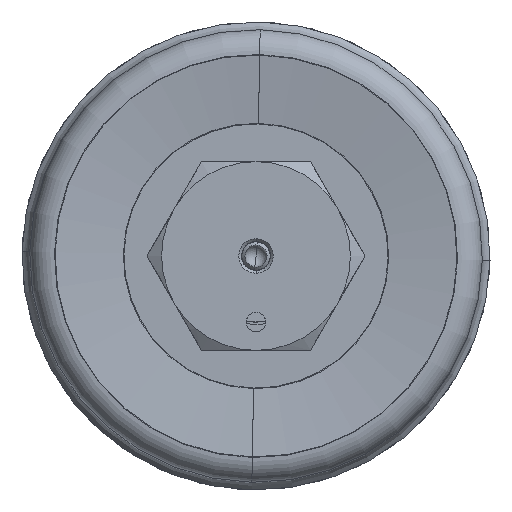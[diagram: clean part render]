
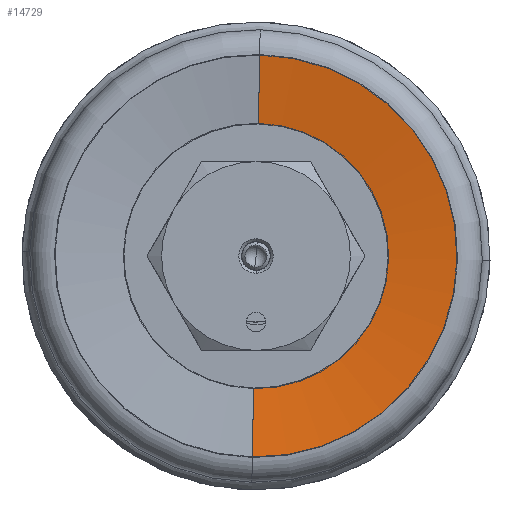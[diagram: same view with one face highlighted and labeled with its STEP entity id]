
A CAD part, left-side view. The second image highlights one B-rep face of the part: STEP entity #14729.
In plain terms, the highlighted conical face has half-angle 82.262 degrees and reference radius 33.814 mm.
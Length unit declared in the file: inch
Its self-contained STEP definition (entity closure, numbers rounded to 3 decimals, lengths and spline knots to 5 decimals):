
#191 = ORIENTED_EDGE ( 'NONE', *, *, #19741, .F. ) ;
#507 = FACE_OUTER_BOUND ( 'NONE', #13053, .T. ) ;
#875 = CONICAL_SURFACE ( 'NONE', #4437, 1.33125, 1.436 ) ;
#1822 = VERTEX_POINT ( 'NONE', #8340 ) ;
#2137 = LINE ( 'NONE', #4927, #7623 ) ;
#2476 = CARTESIAN_POINT ( 'NONE',  ( 0.008, 0., -0.875 ) ) ;
#2702 = AXIS2_PLACEMENT_3D ( 'NONE', #5536, #16365, #5737 ) ;
#3814 = ORIENTED_EDGE ( 'NONE', *, *, #19390, .F. ) ;
#4437 = AXIS2_PLACEMENT_3D ( 'NONE', #15171, #10593, #11923 ) ;
#4483 = EDGE_CURVE ( 'NONE', #15273, #11841, #2137, .T. ) ;
#4927 = CARTESIAN_POINT ( 'NONE',  ( -0.054, 0., -1.33125 ) ) ;
#5458 = CIRCLE ( 'NONE', #13289, 0.875 ) ;
#5536 = CARTESIAN_POINT ( 'NONE',  ( -0.054, 0., 0. ) ) ;
#5737 = DIRECTION ( 'NONE',  ( 0., -1., 0. ) ) ;
#6173 = ORIENTED_EDGE ( 'NONE', *, *, #7247, .T. ) ;
#6885 = DIRECTION ( 'NONE',  ( -0.135, 0., 0.991 ) ) ;
#6894 = DIRECTION ( 'NONE',  ( -1., 0., 0. ) ) ;
#7247 = EDGE_CURVE ( 'NONE', #11841, #1822, #18070, .T. ) ;
#7623 = VECTOR ( 'NONE', #11074, 39.37008 ) ;
#8340 = CARTESIAN_POINT ( 'NONE',  ( -0.054, 0., 1.33125 ) ) ;
#10593 = DIRECTION ( 'NONE',  ( -1., 0., 0. ) ) ;
#11074 = DIRECTION ( 'NONE',  ( -0.135, 0., -0.991 ) ) ;
#11696 = DIRECTION ( 'NONE',  ( 0., 0., 1. ) ) ;
#11841 = VERTEX_POINT ( 'NONE', #13394 ) ;
#11923 = DIRECTION ( 'NONE',  ( 0., 0., 1. ) ) ;
#12213 = ORIENTED_EDGE ( 'NONE', *, *, #4483, .T. ) ;
#13053 = EDGE_LOOP ( 'NONE', ( #191, #12213, #6173, #3814 ) ) ;
#13289 = AXIS2_PLACEMENT_3D ( 'NONE', #19557, #6894, #11696 ) ;
#13394 = CARTESIAN_POINT ( 'NONE',  ( -0.054, 0., -1.33125 ) ) ;
#14635 = LINE ( 'NONE', #16387, #16213 ) ;
#14729 = ADVANCED_FACE ( 'NONE', ( #507 ), #875, .F. ) ;
#15171 = CARTESIAN_POINT ( 'NONE',  ( -0.054, 0., 0. ) ) ;
#15273 = VERTEX_POINT ( 'NONE', #2476 ) ;
#16213 = VECTOR ( 'NONE', #6885, 39.37008 ) ;
#16365 = DIRECTION ( 'NONE',  ( -1., 0., 0. ) ) ;
#16387 = CARTESIAN_POINT ( 'NONE',  ( -0.054, 0., 1.33125 ) ) ;
#16466 = CARTESIAN_POINT ( 'NONE',  ( 0.008, 0., 0.875 ) ) ;
#17875 = VERTEX_POINT ( 'NONE', #16466 ) ;
#18070 = CIRCLE ( 'NONE', #2702, 1.33125 ) ;
#19390 = EDGE_CURVE ( 'NONE', #17875, #1822, #14635, .T. ) ;
#19557 = CARTESIAN_POINT ( 'NONE',  ( 0.008, 0., 0. ) ) ;
#19741 = EDGE_CURVE ( 'NONE', #15273, #17875, #5458, .T. ) ;
